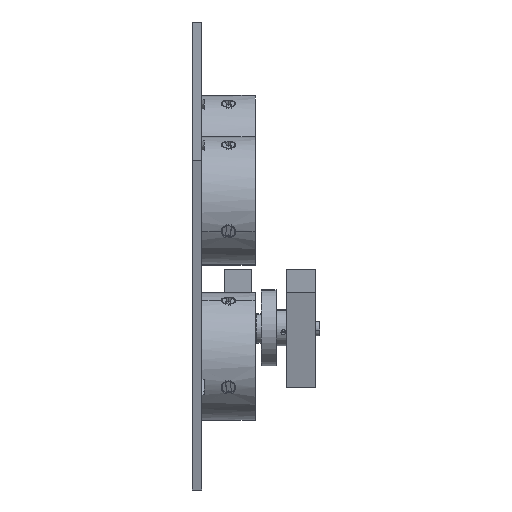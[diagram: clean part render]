
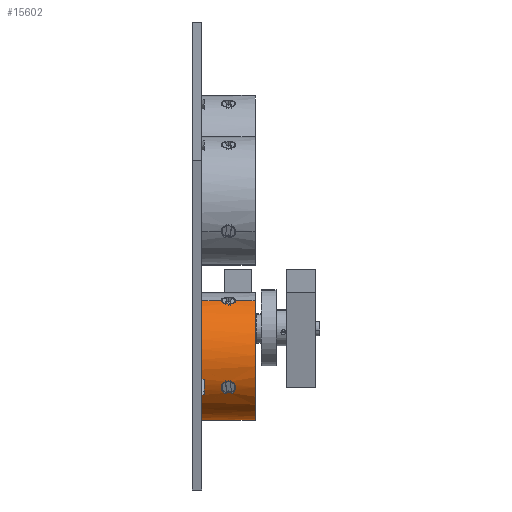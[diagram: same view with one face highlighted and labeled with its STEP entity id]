
A CAD part, front view. The second image highlights one B-rep face of the part: STEP entity #15602.
In plain terms, the highlighted cylindrical face has radius 13 mm (diameter 26 mm), a partial arc.
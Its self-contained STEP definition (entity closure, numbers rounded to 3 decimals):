
#14851=CARTESIAN_POINT('Axis2P3D Location',(-43.151,0.077,-0.182)) ;
#14855=CARTESIAN_POINT('Vertex',(-30.151,0.077,-0.182)) ;
#14857=CARTESIAN_POINT('Vertex',(-56.151,0.077,-0.182)) ;
#14876=CARTESIAN_POINT('Control Point',(-30.151,6.777,-0.182)) ;
#14877=CARTESIAN_POINT('Control Point',(-30.151,6.777,-0.591)) ;
#14878=CARTESIAN_POINT('Control Point',(-30.167,6.617,-1.)) ;
#14879=CARTESIAN_POINT('Control Point',(-30.2,6.295,-1.322)) ;
#14880=CARTESIAN_POINT('Control Point',(-30.216,5.886,-1.482)) ;
#14881=CARTESIAN_POINT('Control Point',(-30.216,5.477,-1.482)) ;
#14882=CARTESIAN_POINT('Vertex',(-30.151,6.777,-0.182)) ;
#14884=CARTESIAN_POINT('Vertex',(-30.216,5.477,-1.482)) ;
#14927=CARTESIAN_POINT('Vertex',(-30.151,4.177,-0.182)) ;
#14931=CARTESIAN_POINT('Control Point',(-30.216,5.477,-1.482)) ;
#14932=CARTESIAN_POINT('Control Point',(-30.216,5.069,-1.482)) ;
#14933=CARTESIAN_POINT('Control Point',(-30.2,4.66,-1.322)) ;
#14934=CARTESIAN_POINT('Control Point',(-30.167,4.338,-1.)) ;
#14935=CARTESIAN_POINT('Control Point',(-30.151,4.177,-0.591)) ;
#14936=CARTESIAN_POINT('Control Point',(-30.151,4.177,-0.182)) ;
#15001=CARTESIAN_POINT('Control Point',(-41.851,5.477,-13.117)) ;
#15002=CARTESIAN_POINT('Control Point',(-41.851,5.875,-13.117)) ;
#15003=CARTESIAN_POINT('Control Point',(-42.003,6.272,-13.132)) ;
#15004=CARTESIAN_POINT('Control Point',(-42.308,6.59,-13.164)) ;
#15005=CARTESIAN_POINT('Control Point',(-43.111,6.937,-13.198)) ;
#15006=CARTESIAN_POINT('Control Point',(-43.941,6.643,-13.169)) ;
#15007=CARTESIAN_POINT('Control Point',(-44.282,6.317,-13.134)) ;
#15008=CARTESIAN_POINT('Control Point',(-44.451,5.897,-13.117)) ;
#15009=CARTESIAN_POINT('Control Point',(-44.451,5.477,-13.117)) ;
#15010=CARTESIAN_POINT('Vertex',(-41.851,5.477,-13.117)) ;
#15012=CARTESIAN_POINT('Vertex',(-44.451,5.477,-13.117)) ;
#15033=CARTESIAN_POINT('Control Point',(-44.451,5.477,-13.117)) ;
#15034=CARTESIAN_POINT('Control Point',(-44.451,5.022,-13.117)) ;
#15035=CARTESIAN_POINT('Control Point',(-44.252,4.567,-13.137)) ;
#15036=CARTESIAN_POINT('Control Point',(-43.852,4.232,-13.177)) ;
#15037=CARTESIAN_POINT('Control Point',(-42.984,4.025,-13.197)) ;
#15038=CARTESIAN_POINT('Control Point',(-42.23,4.45,-13.156)) ;
#15039=CARTESIAN_POINT('Control Point',(-41.977,4.753,-13.13)) ;
#15040=CARTESIAN_POINT('Control Point',(-41.851,5.115,-13.117)) ;
#15041=CARTESIAN_POINT('Control Point',(-41.851,5.477,-13.117)) ;
#15105=CARTESIAN_POINT('Vertex',(-56.151,6.777,-0.182)) ;
#15111=CARTESIAN_POINT('Control Point',(-56.086,5.477,-1.482)) ;
#15112=CARTESIAN_POINT('Control Point',(-56.086,5.886,-1.482)) ;
#15113=CARTESIAN_POINT('Control Point',(-56.102,6.295,-1.322)) ;
#15114=CARTESIAN_POINT('Control Point',(-56.135,6.617,-1.)) ;
#15115=CARTESIAN_POINT('Control Point',(-56.151,6.777,-0.591)) ;
#15116=CARTESIAN_POINT('Control Point',(-56.151,6.777,-0.182)) ;
#15117=CARTESIAN_POINT('Vertex',(-56.086,5.477,-1.482)) ;
#15139=CARTESIAN_POINT('Control Point',(-56.151,4.177,-0.182)) ;
#15140=CARTESIAN_POINT('Control Point',(-56.151,4.177,-0.591)) ;
#15141=CARTESIAN_POINT('Control Point',(-56.135,4.338,-1.)) ;
#15142=CARTESIAN_POINT('Control Point',(-56.102,4.66,-1.322)) ;
#15143=CARTESIAN_POINT('Control Point',(-56.086,5.069,-1.482)) ;
#15144=CARTESIAN_POINT('Control Point',(-56.086,5.477,-1.482)) ;
#15145=CARTESIAN_POINT('Vertex',(-56.151,4.177,-0.182)) ;
#15337=CARTESIAN_POINT('Axis2P3D Location',(-43.151,5.477,-0.182)) ;
#15346=CARTESIAN_POINT('Vertex',(-56.151,10.877,-0.182)) ;
#15351=CARTESIAN_POINT('Line Origine',(-56.151,5.477,-0.182)) ;
#15356=CARTESIAN_POINT('Line Origine',(-56.151,5.477,-0.182)) ;
#15361=CARTESIAN_POINT('Line Origine',(-30.151,5.477,-0.182)) ;
#15366=CARTESIAN_POINT('Line Origine',(-30.151,5.477,-0.182)) ;
#15370=CARTESIAN_POINT('Vertex',(-30.151,10.877,-0.182)) ;
#15469=CARTESIAN_POINT('Axis2P3D Location',(-43.151,10.877,-0.182)) ;
#15473=CARTESIAN_POINT('Vertex',(-44.96,10.877,-13.056)) ;
#15504=CARTESIAN_POINT('Axis2P3D Location',(-43.151,10.877,-0.182)) ;
#15508=CARTESIAN_POINT('Vertex',(-41.342,10.877,-13.056)) ;
#15563=CARTESIAN_POINT('Line Origine',(-44.96,5.477,-13.056)) ;
#15567=CARTESIAN_POINT('Vertex',(-44.96,10.377,-13.056)) ;
#15570=CARTESIAN_POINT('Axis2P3D Location',(-43.151,10.377,-0.182)) ;
#15574=CARTESIAN_POINT('Vertex',(-41.342,10.377,-13.056)) ;
#15577=CARTESIAN_POINT('Line Origine',(-41.342,5.477,-13.056)) ;
#14852=DIRECTION('Axis2P3D Direction',(0.,1.,-0.)) ;
#15338=DIRECTION('Axis2P3D Direction',(0.,1.,-0.)) ;
#15339=DIRECTION('Axis2P3D XDirection',(-1.,0.,0.)) ;
#15352=DIRECTION('Vector Direction',(0.,1.,0.)) ;
#15357=DIRECTION('Vector Direction',(0.,1.,0.)) ;
#15362=DIRECTION('Vector Direction',(0.,1.,0.)) ;
#15367=DIRECTION('Vector Direction',(0.,1.,0.)) ;
#15470=DIRECTION('Axis2P3D Direction',(0.,1.,-0.)) ;
#15505=DIRECTION('Axis2P3D Direction',(0.,1.,-0.)) ;
#15564=DIRECTION('Vector Direction',(0.,1.,0.)) ;
#15571=DIRECTION('Axis2P3D Direction',(0.,1.,-0.)) ;
#15578=DIRECTION('Vector Direction',(0.,1.,0.)) ;
#14853=AXIS2_PLACEMENT_3D('Circle Axis2P3D',#14851,#14852,$) ;
#15340=AXIS2_PLACEMENT_3D('Cylinder Axis2P3D',#15337,#15338,#15339) ;
#15471=AXIS2_PLACEMENT_3D('Circle Axis2P3D',#15469,#15470,$) ;
#15506=AXIS2_PLACEMENT_3D('Circle Axis2P3D',#15504,#15505,$) ;
#15572=AXIS2_PLACEMENT_3D('Circle Axis2P3D',#15570,#15571,$) ;
#15583=ORIENTED_EDGE('',*,*,#15510,.F.) ;
#15584=ORIENTED_EDGE('',*,*,#15372,.F.) ;
#15585=ORIENTED_EDGE('',*,*,#14886,.T.) ;
#15586=ORIENTED_EDGE('',*,*,#14937,.T.) ;
#15587=ORIENTED_EDGE('',*,*,#15365,.F.) ;
#15588=ORIENTED_EDGE('',*,*,#14859,.T.) ;
#15589=ORIENTED_EDGE('',*,*,#15360,.T.) ;
#15590=ORIENTED_EDGE('',*,*,#15147,.T.) ;
#15591=ORIENTED_EDGE('',*,*,#15119,.T.) ;
#15592=ORIENTED_EDGE('',*,*,#15355,.T.) ;
#15593=ORIENTED_EDGE('',*,*,#15475,.F.) ;
#15594=ORIENTED_EDGE('',*,*,#15569,.T.) ;
#15595=ORIENTED_EDGE('',*,*,#15576,.F.) ;
#15596=ORIENTED_EDGE('',*,*,#15581,.F.) ;
#15599=ORIENTED_EDGE('',*,*,#15014,.T.) ;
#15600=ORIENTED_EDGE('',*,*,#15042,.T.) ;
#15601=FACE_BOUND('',#15598,.T.) ;
#15353=VECTOR('Line Direction',#15352,1.) ;
#15358=VECTOR('Line Direction',#15357,1.) ;
#15363=VECTOR('Line Direction',#15362,1.) ;
#15368=VECTOR('Line Direction',#15367,1.) ;
#15565=VECTOR('Line Direction',#15564,1.) ;
#15579=VECTOR('Line Direction',#15578,1.) ;
#15602=ADVANCED_FACE('Part2.1\\Corps principal',(#15597,#15601),#15341,.T.) ;
#14875=B_SPLINE_CURVE_WITH_KNOTS('',5,(#14876,#14877,#14878,#14879,#14880,#14881),.UNSPECIFIED.,.F.,.U.,(6,6),(8.669,11.559),.UNSPECIFIED.) ;
#14930=B_SPLINE_CURVE_WITH_KNOTS('',5,(#14931,#14932,#14933,#14934,#14935,#14936),.UNSPECIFIED.,.F.,.U.,(6,6),(0.,2.89),.UNSPECIFIED.) ;
#15000=B_SPLINE_CURVE_WITH_KNOTS('',5,(#15001,#15002,#15003,#15004,#15005,#15006,#15007,#15008,#15009),.UNSPECIFIED.,.F.,.U.,(6,3,6),(5.779,8.59,11.559),.UNSPECIFIED.) ;
#15032=B_SPLINE_CURVE_WITH_KNOTS('',5,(#15033,#15034,#15035,#15036,#15037,#15038,#15039,#15040,#15041),.UNSPECIFIED.,.F.,.U.,(6,3,6),(0.,3.217,5.779),.UNSPECIFIED.) ;
#15110=B_SPLINE_CURVE_WITH_KNOTS('',5,(#15111,#15112,#15113,#15114,#15115,#15116),.UNSPECIFIED.,.F.,.U.,(6,6),(5.779,8.669),.UNSPECIFIED.) ;
#15138=B_SPLINE_CURVE_WITH_KNOTS('',5,(#15139,#15140,#15141,#15142,#15143,#15144),.UNSPECIFIED.,.F.,.U.,(6,6),(2.89,5.779),.UNSPECIFIED.) ;
#14854=CIRCLE('generated circle',#14853,13.) ;
#15472=CIRCLE('generated circle',#15471,13.) ;
#15507=CIRCLE('generated circle',#15506,13.) ;
#15573=CIRCLE('generated circle',#15572,13.) ;
#15341=CYLINDRICAL_SURFACE('generated cylinder',#15340,13.) ;
#14859=EDGE_CURVE('',#14856,#14858,#14854,.T.) ;
#14886=EDGE_CURVE('',#14883,#14885,#14875,.T.) ;
#14937=EDGE_CURVE('',#14885,#14928,#14930,.T.) ;
#15014=EDGE_CURVE('',#15011,#15013,#15000,.T.) ;
#15042=EDGE_CURVE('',#15013,#15011,#15032,.T.) ;
#15119=EDGE_CURVE('',#15118,#15106,#15110,.T.) ;
#15147=EDGE_CURVE('',#15146,#15118,#15138,.T.) ;
#15355=EDGE_CURVE('',#15106,#15347,#15354,.T.) ;
#15360=EDGE_CURVE('',#14858,#15146,#15359,.T.) ;
#15365=EDGE_CURVE('',#14856,#14928,#15364,.T.) ;
#15372=EDGE_CURVE('',#14883,#15371,#15369,.T.) ;
#15475=EDGE_CURVE('',#15474,#15347,#15472,.T.) ;
#15510=EDGE_CURVE('',#15371,#15509,#15507,.T.) ;
#15569=EDGE_CURVE('',#15474,#15568,#15566,.F.) ;
#15576=EDGE_CURVE('',#15575,#15568,#15573,.T.) ;
#15581=EDGE_CURVE('',#15509,#15575,#15580,.F.) ;
#15582=EDGE_LOOP('',(#15583,#15584,#15585,#15586,#15587,#15588,#15589,#15590,#15591,#15592,#15593,#15594,#15595,#15596)) ;
#15598=EDGE_LOOP('',(#15599,#15600)) ;
#15597=FACE_OUTER_BOUND('',#15582,.T.) ;
#15354=LINE('Line',#15351,#15353) ;
#15359=LINE('Line',#15356,#15358) ;
#15364=LINE('Line',#15361,#15363) ;
#15369=LINE('Line',#15366,#15368) ;
#15566=LINE('Line',#15563,#15565) ;
#15580=LINE('Line',#15577,#15579) ;
#14856=VERTEX_POINT('',#14855) ;
#14858=VERTEX_POINT('',#14857) ;
#14883=VERTEX_POINT('',#14882) ;
#14885=VERTEX_POINT('',#14884) ;
#14928=VERTEX_POINT('',#14927) ;
#15011=VERTEX_POINT('',#15010) ;
#15013=VERTEX_POINT('',#15012) ;
#15106=VERTEX_POINT('',#15105) ;
#15118=VERTEX_POINT('',#15117) ;
#15146=VERTEX_POINT('',#15145) ;
#15347=VERTEX_POINT('',#15346) ;
#15371=VERTEX_POINT('',#15370) ;
#15474=VERTEX_POINT('',#15473) ;
#15509=VERTEX_POINT('',#15508) ;
#15568=VERTEX_POINT('',#15567) ;
#15575=VERTEX_POINT('',#15574) ;
